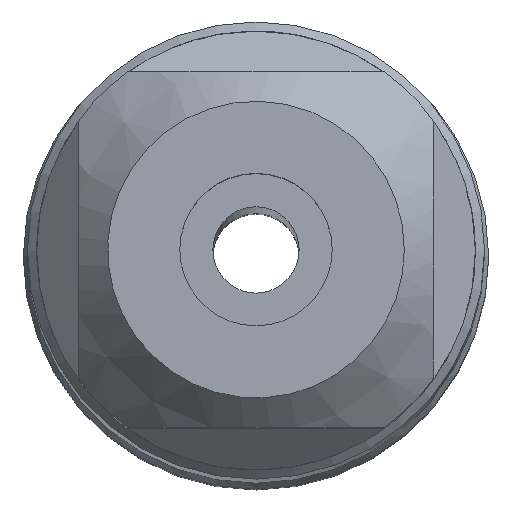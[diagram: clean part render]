
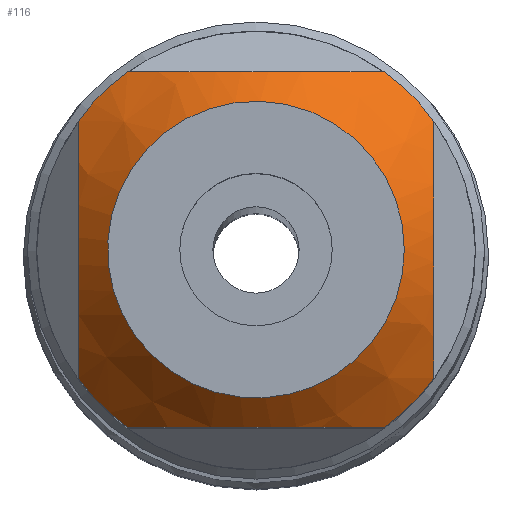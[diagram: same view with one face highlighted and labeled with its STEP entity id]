
A CAD part, top view. The second image highlights one B-rep face of the part: STEP entity #116.
In plain terms, the highlighted conical face has half-angle 45 degrees and reference radius 2.92 mm.
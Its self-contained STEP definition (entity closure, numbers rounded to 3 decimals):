
#82=CONICAL_SURFACE('',#513,2.92,45.);
#116=ADVANCED_FACE('',(#156,#157),#82,.T.);
#156=FACE_BOUND('',#206,.T.);
#157=FACE_BOUND('',#207,.T.);
#206=EDGE_LOOP('',(#270));
#207=EDGE_LOOP('',(#271,#272,#273,#274,#275,#276,#277,#278));
#270=ORIENTED_EDGE('',*,*,#372,.F.);
#271=ORIENTED_EDGE('',*,*,#388,.T.);
#272=ORIENTED_EDGE('',*,*,#389,.T.);
#273=ORIENTED_EDGE('',*,*,#390,.T.);
#274=ORIENTED_EDGE('',*,*,#376,.T.);
#275=ORIENTED_EDGE('',*,*,#391,.T.);
#276=ORIENTED_EDGE('',*,*,#381,.T.);
#277=ORIENTED_EDGE('',*,*,#392,.T.);
#278=ORIENTED_EDGE('',*,*,#386,.T.);
#335=VERTEX_POINT('',#736);
#338=VERTEX_POINT('',#744);
#339=VERTEX_POINT('',#751);
#342=VERTEX_POINT('',#760);
#343=VERTEX_POINT('',#767);
#346=VERTEX_POINT('',#776);
#347=VERTEX_POINT('',#783);
#348=VERTEX_POINT('',#787);
#349=VERTEX_POINT('',#794);
#372=EDGE_CURVE('',#335,#335,#417,.T.);
#376=EDGE_CURVE('',#339,#338,#440,.T.);
#381=EDGE_CURVE('',#343,#342,#441,.T.);
#386=EDGE_CURVE('',#347,#346,#442,.T.);
#388=EDGE_CURVE('',#346,#348,#418,.T.);
#389=EDGE_CURVE('',#348,#349,#443,.T.);
#390=EDGE_CURVE('',#349,#339,#419,.T.);
#391=EDGE_CURVE('',#338,#343,#420,.T.);
#392=EDGE_CURVE('',#342,#347,#421,.T.);
#417=CIRCLE('',#498,2.92);
#418=CIRCLE('',#509,4.32);
#419=CIRCLE('',#510,4.32);
#420=CIRCLE('',#511,4.32);
#421=CIRCLE('',#512,4.32);
#440=B_SPLINE_CURVE_WITH_KNOTS('',3,(#745,#746,#747,#748,#749,#750),
 .UNSPECIFIED.,.F.,.F.,(4,2,4),(0.,0.5,1.),.UNSPECIFIED.);
#441=B_SPLINE_CURVE_WITH_KNOTS('',3,(#761,#762,#763,#764,#765,#766),
 .UNSPECIFIED.,.F.,.F.,(4,2,4),(0.,0.5,1.),.UNSPECIFIED.);
#442=B_SPLINE_CURVE_WITH_KNOTS('',3,(#777,#778,#779,#780,#781,#782),
 .UNSPECIFIED.,.F.,.F.,(4,2,4),(0.,0.5,1.),.UNSPECIFIED.);
#443=B_SPLINE_CURVE_WITH_KNOTS('',3,(#788,#789,#790,#791,#792,#793),
 .UNSPECIFIED.,.F.,.F.,(4,2,4),(0.,0.5,1.),.UNSPECIFIED.);
#498=AXIS2_PLACEMENT_3D('',#735,#584,#585);
#509=AXIS2_PLACEMENT_3D('',#786,#615,#616);
#510=AXIS2_PLACEMENT_3D('',#795,#617,#618);
#511=AXIS2_PLACEMENT_3D('',#796,#619,#620);
#512=AXIS2_PLACEMENT_3D('',#797,#621,#622);
#513=AXIS2_PLACEMENT_3D('',#798,#623,#624);
#584=DIRECTION('',(0.,0.,1.));
#585=DIRECTION('',(1.,0.,0.));
#615=DIRECTION('',(0.,0.,1.));
#616=DIRECTION('',(-1.,0.,0.));
#617=DIRECTION('',(0.,0.,1.));
#618=DIRECTION('',(-1.,0.,0.));
#619=DIRECTION('',(0.,0.,1.));
#620=DIRECTION('',(-1.,0.,0.));
#621=DIRECTION('',(0.,0.,1.));
#622=DIRECTION('',(-1.,0.,0.));
#623=DIRECTION('',(0.,0.,-1.));
#624=DIRECTION('',(-1.,0.,0.));
#735=CARTESIAN_POINT('',(0.,0.,0.));
#736=CARTESIAN_POINT('',(2.92,0.,0.));
#744=CARTESIAN_POINT('',(-2.532,3.5,-1.4));
#745=CARTESIAN_POINT('',(2.532,3.5,-1.4));
#746=CARTESIAN_POINT('',(1.757,3.5,-0.946));
#747=CARTESIAN_POINT('',(0.895,3.5,-0.58));
#748=CARTESIAN_POINT('',(-0.894,3.5,-0.58));
#749=CARTESIAN_POINT('',(-1.76,3.5,-0.948));
#750=CARTESIAN_POINT('',(-2.532,3.5,-1.4));
#751=CARTESIAN_POINT('',(2.532,3.5,-1.4));
#760=CARTESIAN_POINT('',(-3.5,-2.532,-1.4));
#761=CARTESIAN_POINT('',(-3.5,2.532,-1.4));
#762=CARTESIAN_POINT('',(-3.5,1.76,-0.948));
#763=CARTESIAN_POINT('',(-3.5,0.894,-0.58));
#764=CARTESIAN_POINT('',(-3.5,-0.895,-0.58));
#765=CARTESIAN_POINT('',(-3.5,-1.757,-0.946));
#766=CARTESIAN_POINT('',(-3.5,-2.532,-1.4));
#767=CARTESIAN_POINT('',(-3.5,2.532,-1.4));
#776=CARTESIAN_POINT('',(2.532,-3.5,-1.4));
#777=CARTESIAN_POINT('',(-2.532,-3.5,-1.4));
#778=CARTESIAN_POINT('',(-1.76,-3.5,-0.948));
#779=CARTESIAN_POINT('',(-0.894,-3.5,-0.58));
#780=CARTESIAN_POINT('',(0.895,-3.5,-0.58));
#781=CARTESIAN_POINT('',(1.757,-3.5,-0.946));
#782=CARTESIAN_POINT('',(2.532,-3.5,-1.4));
#783=CARTESIAN_POINT('',(-2.532,-3.5,-1.4));
#786=CARTESIAN_POINT('',(0.,0.,-1.4));
#787=CARTESIAN_POINT('',(3.5,-2.532,-1.4));
#788=CARTESIAN_POINT('',(3.5,-2.532,-1.4));
#789=CARTESIAN_POINT('',(3.5,-1.757,-0.946));
#790=CARTESIAN_POINT('',(3.5,-0.895,-0.58));
#791=CARTESIAN_POINT('',(3.5,0.894,-0.58));
#792=CARTESIAN_POINT('',(3.5,1.76,-0.948));
#793=CARTESIAN_POINT('',(3.5,2.532,-1.4));
#794=CARTESIAN_POINT('',(3.5,2.532,-1.4));
#795=CARTESIAN_POINT('',(0.,0.,-1.4));
#796=CARTESIAN_POINT('',(0.,0.,-1.4));
#797=CARTESIAN_POINT('',(0.,0.,-1.4));
#798=CARTESIAN_POINT('',(0.,0.,0.));
